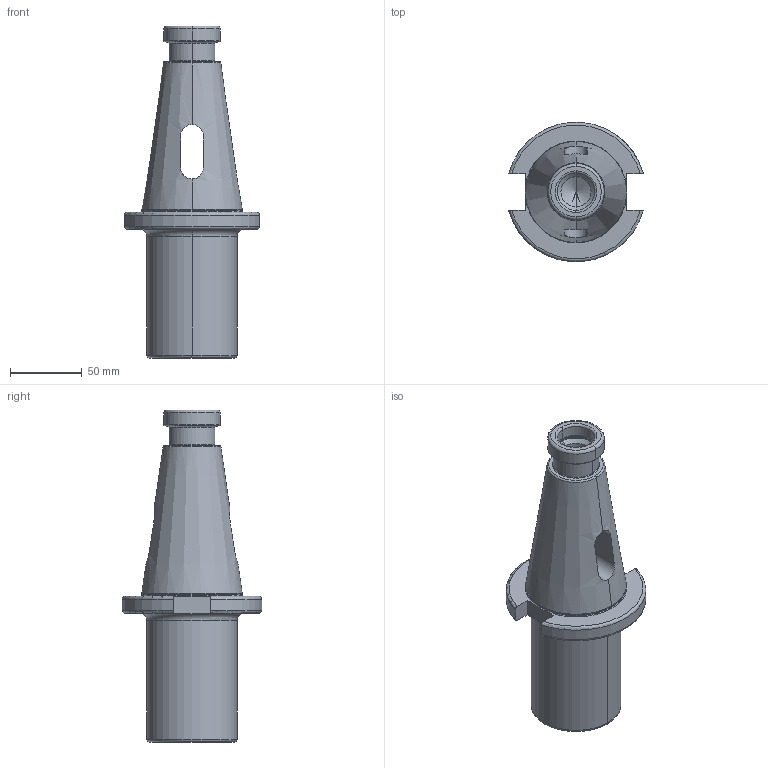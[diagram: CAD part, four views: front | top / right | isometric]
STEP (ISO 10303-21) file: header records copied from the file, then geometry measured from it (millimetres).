
FILE_DESCRIPTION((''),'2;1');
FILE_NAME('501_07_05','2020-09-09T',('103090'),(''),'CREO PARAMETRIC BY PTC INC, 2016260','CREO PARAMETRIC BY PTC INC, 2016260','');
FILE_SCHEMA(('CONFIG_CONTROL_DESIGN'));
Length unit declared in the file: millimetre
Products named in the file (1): 501_07_05
Bounding box: 94.05 x 97.13 x 231.8 mm (x, y, z)
Volume: 465752.1 mm3; surface area: 73583.4 mm2
Topology: 1 solids, 1 shells, 78 faces, 184 edges, 107 vertices
Faces by surface type: torus 30, cylinder 18, plane 16, cone 14
Entity records: 2486 total; most frequent: CARTESIAN_POINT 628, DIRECTION 420, ORIENTED_EDGE 364, EDGE_CURVE 182, AXIS2_PLACEMENT_3D 181, VERTEX_POINT 107, CIRCLE 100, EDGE_LOOP 81
